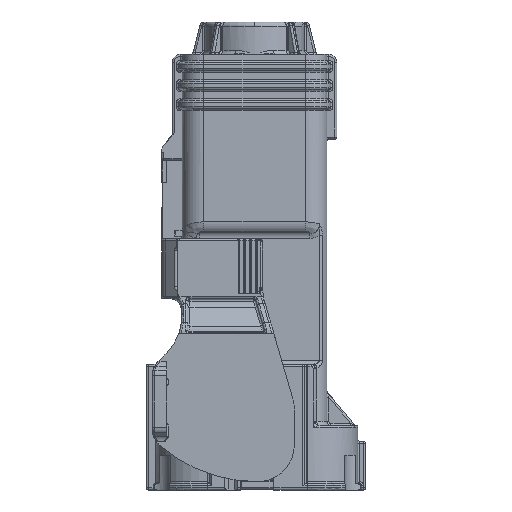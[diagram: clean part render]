
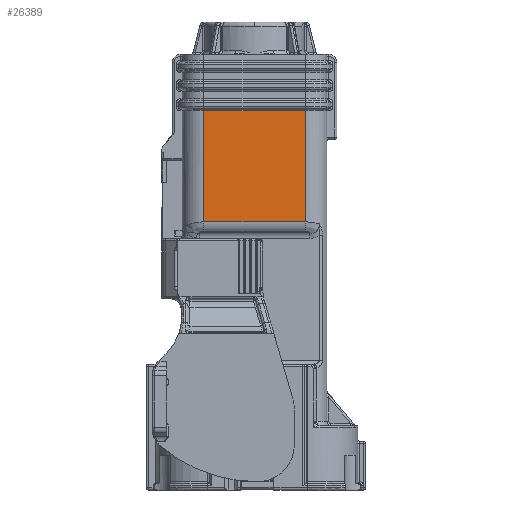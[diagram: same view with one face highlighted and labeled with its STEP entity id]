
A CAD part, left-side view. The second image highlights one B-rep face of the part: STEP entity #26389.
In plain terms, the highlighted planar face has unit normal (-1, 0, 0).
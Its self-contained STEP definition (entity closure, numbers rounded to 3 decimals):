
#3193 = ORIENTED_EDGE ( 'NONE', *, *, #24891, .T. ) ;
#6913 = ORIENTED_EDGE ( 'NONE', *, *, #35061, .T. ) ;
#7305 = LINE ( 'NONE', #9110, #32297 ) ;
#8500 = CARTESIAN_POINT ( 'NONE',  ( -25.006, -22.394, 138.15 ) ) ;
#9110 = CARTESIAN_POINT ( 'NONE',  ( -25.006, -17.094, 110.637 ) ) ;
#9133 = CARTESIAN_POINT ( 'NONE',  ( -25.006, 8.106, 138.15 ) ) ;
#11624 = DIRECTION ( 'NONE',  ( 0., 0., 1. ) ) ;
#11786 = VECTOR ( 'NONE', #21385, 1000. ) ;
#16128 = DIRECTION ( 'NONE',  ( 0., 1., 0. ) ) ;
#16181 = LINE ( 'NONE', #8500, #28123 ) ;
#17454 = CARTESIAN_POINT ( 'NONE',  ( -25.006, 8.106, 110.637 ) ) ;
#18910 = LINE ( 'NONE', #59226, #11786 ) ;
#21385 = DIRECTION ( 'NONE',  ( 0., 0., 1. ) ) ;
#24891 = EDGE_CURVE ( 'NONE', #82617, #32387, #16181, .T. ) ;
#25943 = CARTESIAN_POINT ( 'NONE',  ( -25.006, -17.094, 112.15 ) ) ;
#26389 = ADVANCED_FACE ( 'NONE', ( #46874 ), #34037, .T. ) ;
#28123 = VECTOR ( 'NONE', #16128, 1000. ) ;
#32297 = VECTOR ( 'NONE', #69561, 1000. ) ;
#32387 = VERTEX_POINT ( 'NONE', #9133 ) ;
#34037 = PLANE ( 'NONE',  #35922 ) ;
#34532 = CARTESIAN_POINT ( 'NONE',  ( -25.006, -17.094, 110.637 ) ) ;
#35061 = EDGE_CURVE ( 'NONE', #47258, #37953, #7305, .T. ) ;
#35922 = AXIS2_PLACEMENT_3D ( 'NONE', #87770, #57285, #49983 ) ;
#36269 = EDGE_CURVE ( 'NONE', #47258, #32387, #18910, .T. ) ;
#37953 = VERTEX_POINT ( 'NONE', #34532 ) ;
#42243 = ORIENTED_EDGE ( 'NONE', *, *, #44900, .T. ) ;
#43501 = EDGE_LOOP ( 'NONE', ( #42243, #3193, #92641, #6913 ) ) ;
#44900 = EDGE_CURVE ( 'NONE', #37953, #82617, #76927, .T. ) ;
#46874 = FACE_OUTER_BOUND ( 'NONE', #43501, .T. ) ;
#47258 = VERTEX_POINT ( 'NONE', #17454 ) ;
#49983 = DIRECTION ( 'NONE',  ( 0., 0., 1. ) ) ;
#57285 = DIRECTION ( 'NONE',  ( -1., 0., 0. ) ) ;
#59226 = CARTESIAN_POINT ( 'NONE',  ( -25.006, 8.106, 112.15 ) ) ;
#62305 = CARTESIAN_POINT ( 'NONE',  ( -25.006, -17.094, 138.15 ) ) ;
#69561 = DIRECTION ( 'NONE',  ( 0., -1., 0. ) ) ;
#76927 = LINE ( 'NONE', #25943, #97139 ) ;
#82617 = VERTEX_POINT ( 'NONE', #62305 ) ;
#87770 = CARTESIAN_POINT ( 'NONE',  ( -25.006, -17.094, 112.15 ) ) ;
#92641 = ORIENTED_EDGE ( 'NONE', *, *, #36269, .F. ) ;
#97139 = VECTOR ( 'NONE', #11624, 1000. ) ;
